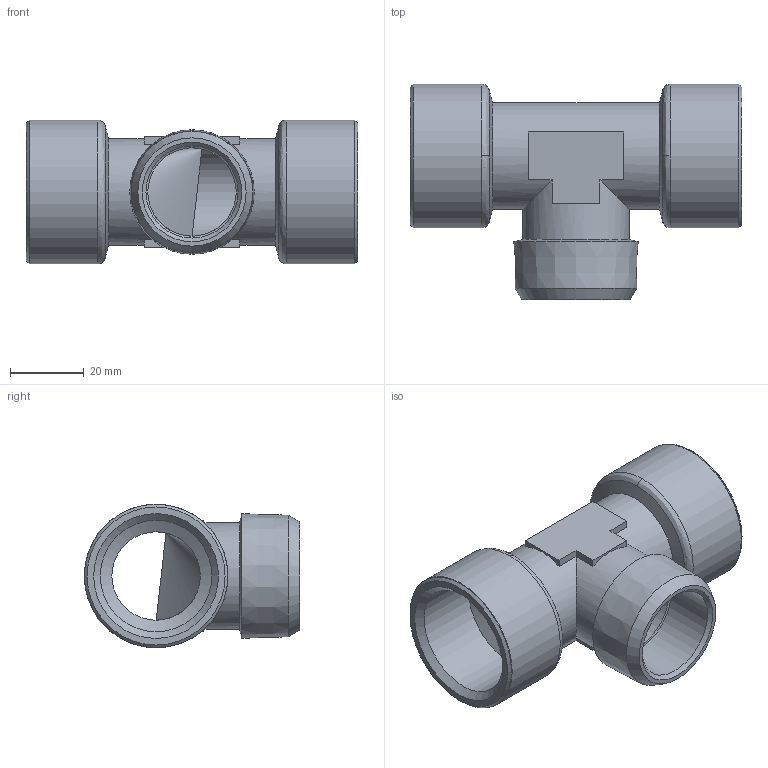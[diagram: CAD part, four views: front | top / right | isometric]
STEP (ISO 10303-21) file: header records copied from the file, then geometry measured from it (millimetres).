
FILE_DESCRIPTION (( 'STEP AP214' ), '1' );
FILE_NAME ('0404000010900A.STEP', '2013-08-07T15:06:06', ( 'ST01' ), ( '' ), 'SwSTEP 2.0', 'SolidWorks 2012', '' );
FILE_SCHEMA (( 'AUTOMOTIVE_DESIGN' ));
Length unit declared in the file: millimetre
Products named in the file (1): 0404000010900A
Bounding box: 90 x 58.5 x 39 mm (x, y, z)
Volume: 38565.8 mm3; surface area: 23356.1 mm2
Topology: 1 solids, 1 shells, 51 faces, 126 edges, 76 vertices
Faces by surface type: plane 21, cone 13, cylinder 9, bspline 8
Full cylindrical faces by diameter (mm): 24 x2, 25 x1, 29 x2, 30.291 x2, 39 x2
Entity records: 1449 total; most frequent: CARTESIAN_POINT 377, DIRECTION 214, ORIENTED_EDGE 192, EDGE_CURVE 96, AXIS2_PLACEMENT_3D 86, EDGE_LOOP 78, VERTEX_POINT 70, FACE_OUTER_BOUND 60
